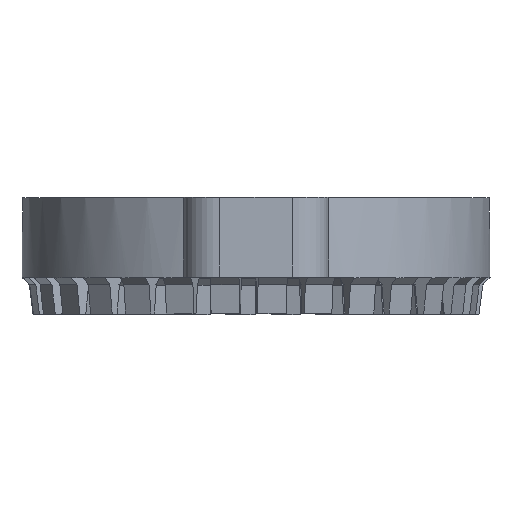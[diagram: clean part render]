
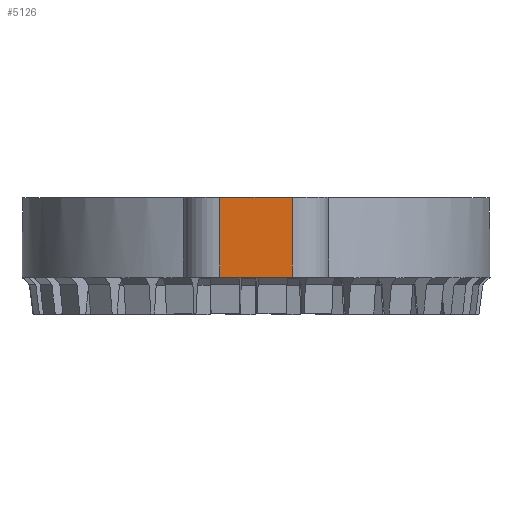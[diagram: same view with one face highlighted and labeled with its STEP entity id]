
A CAD part, top view. The second image highlights one B-rep face of the part: STEP entity #5126.
In plain terms, the highlighted planar face has unit normal (0, 0, 1).
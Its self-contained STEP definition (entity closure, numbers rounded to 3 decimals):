
#399=FACE_OUTER_BOUND('',#651,.T.);
#651=EDGE_LOOP('',(#4474,#4475,#4476,#4477));
#1180=LINE('',#8002,#1801);
#1277=LINE('',#8377,#1898);
#1278=LINE('',#8380,#1899);
#1279=LINE('',#8381,#1900);
#1801=VECTOR('',#6402,10.1);
#1898=VECTOR('',#6873,10.1);
#1899=VECTOR('',#6876,10.1);
#1900=VECTOR('',#6877,10.1);
#2305=VERTEX_POINT('',#7999);
#2306=VERTEX_POINT('',#8001);
#2397=VERTEX_POINT('',#8375);
#2398=VERTEX_POINT('',#8379);
#2938=EDGE_CURVE('',#2305,#2306,#1180,.T.);
#3139=EDGE_CURVE('',#2397,#2305,#1277,.T.);
#3140=EDGE_CURVE('',#2398,#2397,#1278,.T.);
#3141=EDGE_CURVE('',#2306,#2398,#1279,.T.);
#4474=ORIENTED_EDGE('',*,*,#3139,.F.);
#4475=ORIENTED_EDGE('',*,*,#3140,.F.);
#4476=ORIENTED_EDGE('',*,*,#3141,.F.);
#4477=ORIENTED_EDGE('',*,*,#2938,.F.);
#4880=PLANE('',#5512);
#5126=ADVANCED_FACE('',(#399),#4880,.T.);
#5512=AXIS2_PLACEMENT_3D('',#8378,#6874,#6875);
#6402=DIRECTION('',(-1.,0.,0.));
#6873=DIRECTION('',(0.,-1.,0.));
#6874=DIRECTION('center_axis',(0.,0.,1.));
#6875=DIRECTION('ref_axis',(1.,0.,0.));
#6876=DIRECTION('',(1.,0.,0.));
#6877=DIRECTION('',(0.,1.,0.));
#7999=CARTESIAN_POINT('',(2.621,-9.5,25.379));
#8001=CARTESIAN_POINT('',(-2.429,-9.5,25.379));
#8002=CARTESIAN_POINT('',(-4.954,-9.5,25.379));
#8375=CARTESIAN_POINT('',(2.621,-3.945,25.379));
#8377=CARTESIAN_POINT('',(2.621,-6.975,25.379));
#8378=CARTESIAN_POINT('Origin',(-4.954,-6.975,25.379));
#8379=CARTESIAN_POINT('',(-2.429,-3.945,25.379));
#8380=CARTESIAN_POINT('',(5.146,-3.945,25.379));
#8381=CARTESIAN_POINT('',(-2.429,-6.975,25.379));
